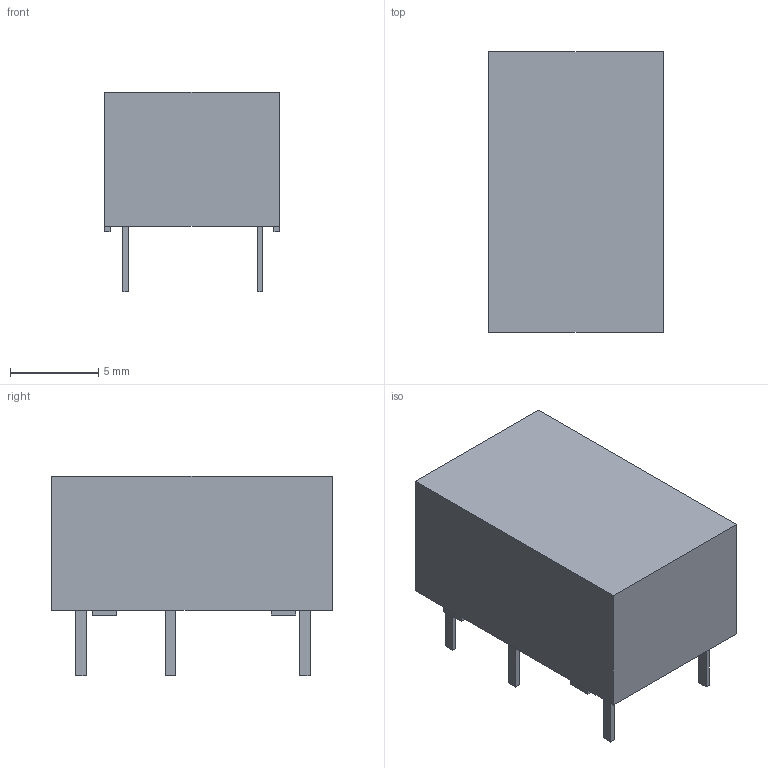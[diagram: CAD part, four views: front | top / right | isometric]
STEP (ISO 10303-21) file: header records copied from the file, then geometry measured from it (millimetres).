
FILE_DESCRIPTION(('FreeCAD Model'),'2;1');
FILE_NAME('Relay_SPDT_Omron_G6EK.step','2018-01-11T23:04:52',('kicad StepUp'),( 'ksu MCAD'),'Open CASCADE STEP processor 6.8','FreeCAD','Unknown');
FILE_SCHEMA(('AUTOMOTIVE_DESIGN_CC2 { 1 2 10303 214 -1 1 5 4 }'));
Length unit declared in the file: millimetre
Products named in the file (1): Relay_SPDT_Omron_G6EK
Bounding box: 9.9 x 15.9 x 11.3 mm (x, y, z)
Volume: 1200.5 mm3; surface area: 749.7 mm2
Topology: 1 solids, 1 shells, 56 faces, 136 edges, 88 vertices
Faces by surface type: plane 56
Entity records: 1140 total; most frequent: ORIENTED_EDGE 202, CARTESIAN_POINT 153, EDGE_CURVE 136, LINE 132, VERTEX_POINT 88, FACE_BOUND 62, EDGE_LOOP 62, AXIS2_PLACEMENT_3D 57
